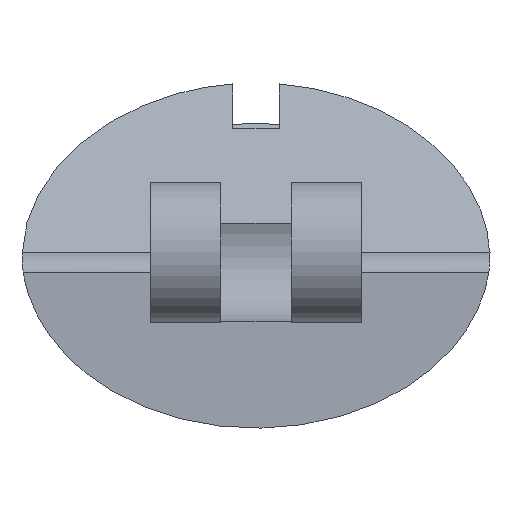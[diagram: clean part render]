
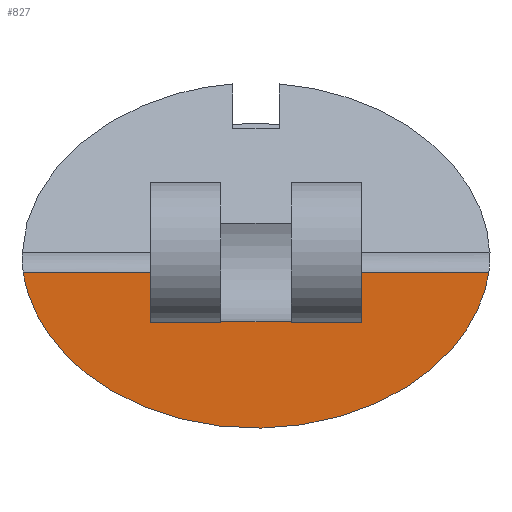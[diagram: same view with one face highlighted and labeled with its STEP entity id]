
A CAD part, front view. The second image highlights one B-rep face of the part: STEP entity #827.
In plain terms, the highlighted planar face has unit normal (0, -1, 0).
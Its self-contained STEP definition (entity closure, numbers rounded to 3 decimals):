
#157 = EDGE_CURVE ( 'NONE', #1270, #1163, #6533, .T. ) ;
#235 = ORIENTED_EDGE ( 'NONE', *, *, #157, .F. ) ;
#417 = CARTESIAN_POINT ( 'NONE',  ( 0., 0., 0. ) ) ;
#564 = AXIS2_PLACEMENT_3D ( 'NONE', #417, #2001, #5107 ) ;
#634 = EDGE_CURVE ( 'NONE', #1163, #3762, #5151, .T. ) ;
#827 = ADVANCED_FACE ( 'NONE', ( #1393 ), #1021, .F. ) ;
#865 = CARTESIAN_POINT ( 'NONE',  ( 9.933, 0., -0.866 ) ) ;
#876 = CARTESIAN_POINT ( 'NONE',  ( 4.5, 0., -2.958 ) ) ;
#939 = LINE ( 'NONE', #1008, #2113 ) ;
#951 = CARTESIAN_POINT ( 'NONE',  ( -4.5, 0., -2.958 ) ) ;
#1002 = CARTESIAN_POINT ( 'NONE',  ( -1.5, 0., -2.958 ) ) ;
#1008 = CARTESIAN_POINT ( 'NONE',  ( -4.5, 0., 0. ) ) ;
#1021 = PLANE ( 'NONE',  #564 ) ;
#1049 = LINE ( 'NONE', #4064, #3141 ) ;
#1163 = VERTEX_POINT ( 'NONE', #4844 ) ;
#1270 = VERTEX_POINT ( 'NONE', #2771 ) ;
#1308 = CARTESIAN_POINT ( 'NONE',  ( 4.5, 0., -0.866 ) ) ;
#1393 = FACE_OUTER_BOUND ( 'NONE', #4869, .T. ) ;
#1485 = CARTESIAN_POINT ( 'NONE',  ( 8.07, 0., -12.889 ) ) ;
#1521 = EDGE_CURVE ( 'NONE', #5006, #3762, #1049, .T. ) ;
#1651 = DIRECTION ( 'NONE',  ( -1., 0., 0. ) ) ;
#1678 = VECTOR ( 'NONE', #1651, 1000. ) ;
#1716 =( BOUNDED_CURVE ( )  B_SPLINE_CURVE ( 3, ( #2097, #1485, #3057, #6169 ),
 .UNSPECIFIED., .F., .F. ) 
 B_SPLINE_CURVE_WITH_KNOTS ( ( 4, 4 ),
 ( 0.116, 3.026 ),
 .UNSPECIFIED. ) 
 CURVE ( )  GEOMETRIC_REPRESENTATION_ITEM ( )  RATIONAL_B_SPLINE_CURVE ( ( 1., 0.41, 0.41, 1. ) ) 
 REPRESENTATION_ITEM ( '' )  );
#1791 = VERTEX_POINT ( 'NONE', #3923 ) ;
#1977 = EDGE_CURVE ( 'NONE', #5006, #4877, #1716, .T. ) ;
#1986 = CARTESIAN_POINT ( 'NONE',  ( 1.5, 0., -2.958 ) ) ;
#2001 = DIRECTION ( 'NONE',  ( 0., 1., 0. ) ) ;
#2097 = CARTESIAN_POINT ( 'NONE',  ( 9.933, 0., -0.866 ) ) ;
#2113 = VECTOR ( 'NONE', #3328, 1000. ) ;
#2324 = VECTOR ( 'NONE', #3381, 1000. ) ;
#2495 = VERTEX_POINT ( 'NONE', #951 ) ;
#2659 = LINE ( 'NONE', #6240, #1678 ) ;
#2771 = CARTESIAN_POINT ( 'NONE',  ( 1.5, 0., -2.958 ) ) ;
#2861 = ORIENTED_EDGE ( 'NONE', *, *, #1521, .T. ) ;
#2925 = DIRECTION ( 'NONE',  ( 1., 0., 0. ) ) ;
#3005 = EDGE_CURVE ( 'NONE', #1791, #4877, #2659, .T. ) ;
#3057 = CARTESIAN_POINT ( 'NONE',  ( -8.07, 0., -12.889 ) ) ;
#3080 = ORIENTED_EDGE ( 'NONE', *, *, #4791, .F. ) ;
#3141 = VECTOR ( 'NONE', #6175, 1000. ) ;
#3315 = EDGE_CURVE ( 'NONE', #4075, #2495, #5054, .T. ) ;
#3328 = DIRECTION ( 'NONE',  ( 0., 0., -1. ) ) ;
#3375 = CARTESIAN_POINT ( 'NONE',  ( -9.933, 0., -0.866 ) ) ;
#3381 = DIRECTION ( 'NONE',  ( -1., 0., 0. ) ) ;
#3555 = EDGE_CURVE ( 'NONE', #1791, #2495, #939, .T. ) ;
#3714 = CARTESIAN_POINT ( 'NONE',  ( 4.5, 0., 0. ) ) ;
#3762 = VERTEX_POINT ( 'NONE', #1308 ) ;
#3923 = CARTESIAN_POINT ( 'NONE',  ( -4.5, 0., -0.866 ) ) ;
#3928 = ORIENTED_EDGE ( 'NONE', *, *, #3555, .F. ) ;
#3982 = VECTOR ( 'NONE', #5287, 1000. ) ;
#4064 = CARTESIAN_POINT ( 'NONE',  ( -10.635, 0., -0.866 ) ) ;
#4075 = VERTEX_POINT ( 'NONE', #1002 ) ;
#4791 = EDGE_CURVE ( 'NONE', #4075, #1270, #6567, .T. ) ;
#4844 = CARTESIAN_POINT ( 'NONE',  ( 4.5, 0., -2.958 ) ) ;
#4855 = DIRECTION ( 'NONE',  ( 1., 0., 0. ) ) ;
#4869 = EDGE_LOOP ( 'NONE', ( #4902, #2861, #6529, #235, #3080, #5790, #3928, #5605 ) ) ;
#4877 = VERTEX_POINT ( 'NONE', #3375 ) ;
#4902 = ORIENTED_EDGE ( 'NONE', *, *, #1977, .F. ) ;
#5006 = VERTEX_POINT ( 'NONE', #865 ) ;
#5054 = LINE ( 'NONE', #5494, #2324 ) ;
#5107 = DIRECTION ( 'NONE',  ( 0., 0., 1. ) ) ;
#5151 = LINE ( 'NONE', #3714, #3982 ) ;
#5287 = DIRECTION ( 'NONE',  ( 0., 0., 1. ) ) ;
#5494 = CARTESIAN_POINT ( 'NONE',  ( -4.5, 0., -2.958 ) ) ;
#5588 = VECTOR ( 'NONE', #2925, 1000. ) ;
#5605 = ORIENTED_EDGE ( 'NONE', *, *, #3005, .T. ) ;
#5790 = ORIENTED_EDGE ( 'NONE', *, *, #3315, .T. ) ;
#5975 = VECTOR ( 'NONE', #4855, 1000. ) ;
#6169 = CARTESIAN_POINT ( 'NONE',  ( -9.933, 0., -0.866 ) ) ;
#6175 = DIRECTION ( 'NONE',  ( -1., 0., 0. ) ) ;
#6240 = CARTESIAN_POINT ( 'NONE',  ( -10.635, 0., -0.866 ) ) ;
#6529 = ORIENTED_EDGE ( 'NONE', *, *, #634, .F. ) ;
#6533 = LINE ( 'NONE', #876, #5588 ) ;
#6567 = LINE ( 'NONE', #1986, #5975 ) ;
